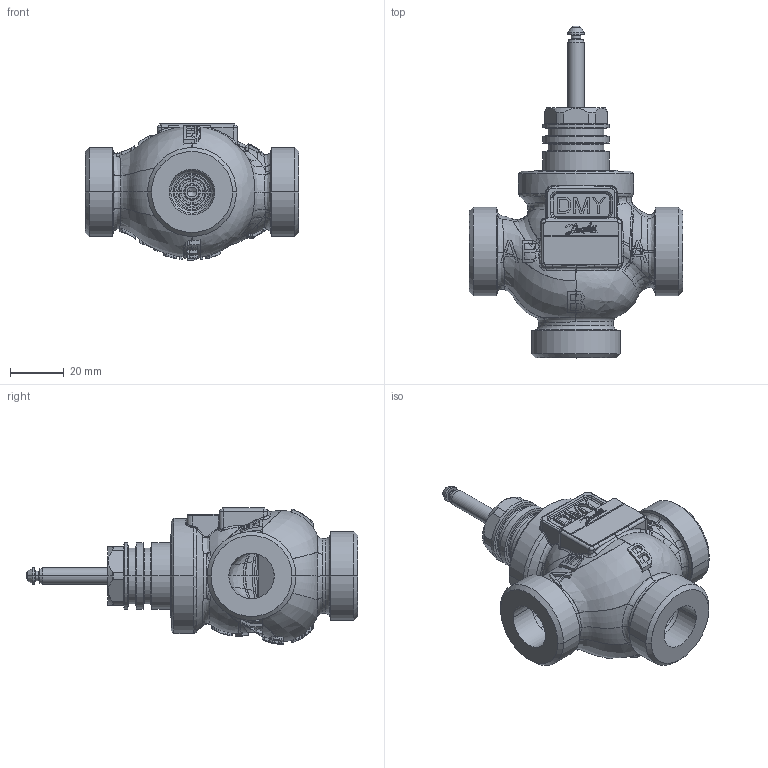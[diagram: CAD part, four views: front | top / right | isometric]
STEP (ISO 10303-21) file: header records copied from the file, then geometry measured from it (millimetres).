
FILE_DESCRIPTION((''),'2;1');
FILE_NAME('065Z0111_VALVE_VRG3_DN15_ASM','2015-03-04T',('u317927'),('Danfoss'),'PRO/ENGINEER BY PARAMETRIC TECHNOLOGY CORPORATION, 2014000','PRO/ENGINEER BY PARAMETRIC TECHNOLOGY CORPORATION, 2014000','');
FILE_SCHEMA(('CONFIG_CONTROL_DESIGN'));
Products named in the file (6): 8503150_VALVE_BODY_DN15_3P_VRG; 8503200_VALVE_NECK_DN15; 8503180_STUFFING_BOX_DN15_ASM; 8503270_STEM_DM15_KVS_0_63; 8503299_LABEL_PLATE; 065Z0111_VALVE_VRG3_DN15_ASM
Assembly tree (5 placements, depth 3):
  065Z0111_VALVE_VRG3_DN15_ASM
    8503150_VALVE_BODY_DN15_3P_VRG
    8503180_STUFFING_BOX_DN15_ASM
      8503200_VALVE_NECK_DN15
    8503270_STEM_DM15_KVS_0_63
    8503299_LABEL_PLATE
Bounding box: 80 x 124.1 x 51 mm (x, y, z)
Volume: 93711 mm3; surface area: 52116.9 mm2
Topology: 4 solids, 30 shells, 1467 faces, 3931 edges, 2518 vertices
Faces by surface type: bspline 618, plane 474, cylinder 167, torus 71, cone 66, extrusion 54, sphere 17
Entity records: 74346 total; most frequent: CARTESIAN_POINT 44009, ORIENTED_EDGE 7434, DIRECTION 4063, EDGE_CURVE 3929, VERTEX_POINT 2518, B_SPLINE_CURVE_WITH_KNOTS 2337, AXIS2_PLACEMENT_3D 1552, EDGE_LOOP 1505
